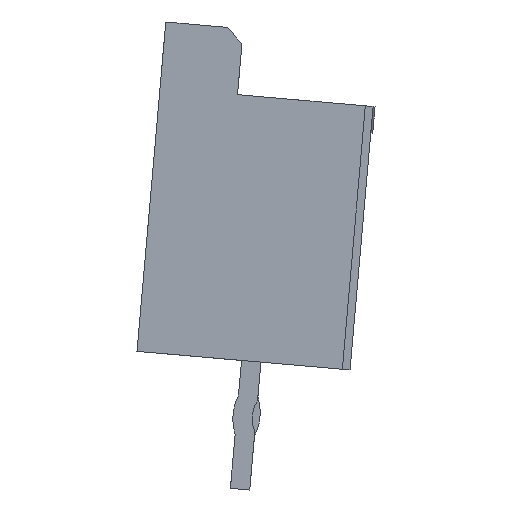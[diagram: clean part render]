
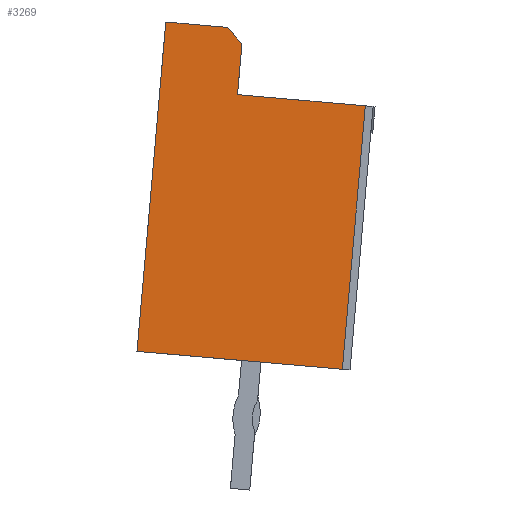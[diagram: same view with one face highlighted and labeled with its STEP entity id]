
A CAD part, left-side view. The second image highlights one B-rep face of the part: STEP entity #3269.
In plain terms, the highlighted planar face has unit normal (-1, 0, 0).
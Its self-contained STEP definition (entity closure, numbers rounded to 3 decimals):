
#147=PLANE('',#3473);
#321=FACE_OUTER_BOUND('',#505,.T.);
#505=EDGE_LOOP('',(#2940,#2941,#2942,#2943,#2944,#2945,#2946));
#567=LINE('',#4423,#1011);
#653=LINE('',#4592,#1097);
#911=LINE('',#5108,#1355);
#934=LINE('',#5150,#1378);
#935=LINE('',#5153,#1379);
#936=LINE('',#5155,#1380);
#937=LINE('',#5156,#1381);
#1011=VECTOR('',#3587,8.5);
#1097=VECTOR('',#3699,5.3);
#1355=VECTOR('',#4159,3.3);
#1378=VECTOR('',#4196,6.8);
#1379=VECTOR('',#4199,1.3);
#1380=VECTOR('',#4200,0.566);
#1381=VECTOR('',#4201,1.6);
#1487=VERTEX_POINT('',#4420);
#1488=VERTEX_POINT('',#4422);
#1558=VERTEX_POINT('',#4590);
#1714=VERTEX_POINT('',#5105);
#1715=VERTEX_POINT('',#5107);
#1728=VERTEX_POINT('',#5152);
#1729=VERTEX_POINT('',#5154);
#1785=EDGE_CURVE('',#1488,#1487,#567,.T.);
#1871=EDGE_CURVE('',#1487,#1558,#653,.T.);
#2129=EDGE_CURVE('',#1715,#1714,#911,.T.);
#2152=EDGE_CURVE('',#1715,#1558,#934,.T.);
#2153=EDGE_CURVE('',#1714,#1728,#935,.T.);
#2154=EDGE_CURVE('',#1728,#1729,#936,.T.);
#2155=EDGE_CURVE('',#1488,#1729,#937,.T.);
#2940=ORIENTED_EDGE('',*,*,#2153,.T.);
#2941=ORIENTED_EDGE('',*,*,#2154,.T.);
#2942=ORIENTED_EDGE('',*,*,#2155,.F.);
#2943=ORIENTED_EDGE('',*,*,#1785,.T.);
#2944=ORIENTED_EDGE('',*,*,#1871,.T.);
#2945=ORIENTED_EDGE('',*,*,#2152,.F.);
#2946=ORIENTED_EDGE('',*,*,#2129,.T.);
#3269=ADVANCED_FACE('',(#321),#147,.T.);
#3473=AXIS2_PLACEMENT_3D('',#5151,#4197,#4198);
#3587=DIRECTION('',(0.,0.087,-0.996));
#3699=DIRECTION('',(0.,-0.996,-0.087));
#4159=DIRECTION('',(0.,0.996,0.087));
#4196=DIRECTION('',(0.,0.087,-0.996));
#4197=DIRECTION('center_axis',(-1.,0.,0.));
#4198=DIRECTION('ref_axis',(0.,-0.996,-0.087));
#4199=DIRECTION('',(0.,-0.087,0.996));
#4200=DIRECTION('',(0.,0.643,0.766));
#4201=DIRECTION('',(0.,-0.996,-0.087));
#4420=CARTESIAN_POINT('',(-5.15,2.462,-0.013));
#4422=CARTESIAN_POINT('',(-5.15,1.722,8.455));
#4423=CARTESIAN_POINT('',(-5.15,1.722,8.455));
#4590=CARTESIAN_POINT('',(-5.15,-2.817,-0.474));
#4592=CARTESIAN_POINT('',(-5.15,2.462,-0.013));
#5105=CARTESIAN_POINT('',(-5.15,-0.123,6.587));
#5107=CARTESIAN_POINT('',(-5.15,-3.41,6.3));
#5108=CARTESIAN_POINT('',(-5.15,-3.41,6.3));
#5150=CARTESIAN_POINT('',(-5.15,-3.41,6.3));
#5151=CARTESIAN_POINT('Origin',(-5.15,1.722,8.455));
#5152=CARTESIAN_POINT('',(-5.15,-0.236,7.882));
#5153=CARTESIAN_POINT('',(-5.15,-0.123,6.587));
#5154=CARTESIAN_POINT('',(-5.15,0.128,8.316));
#5155=CARTESIAN_POINT('',(-5.15,-0.236,7.882));
#5156=CARTESIAN_POINT('',(-5.15,1.722,8.455));
